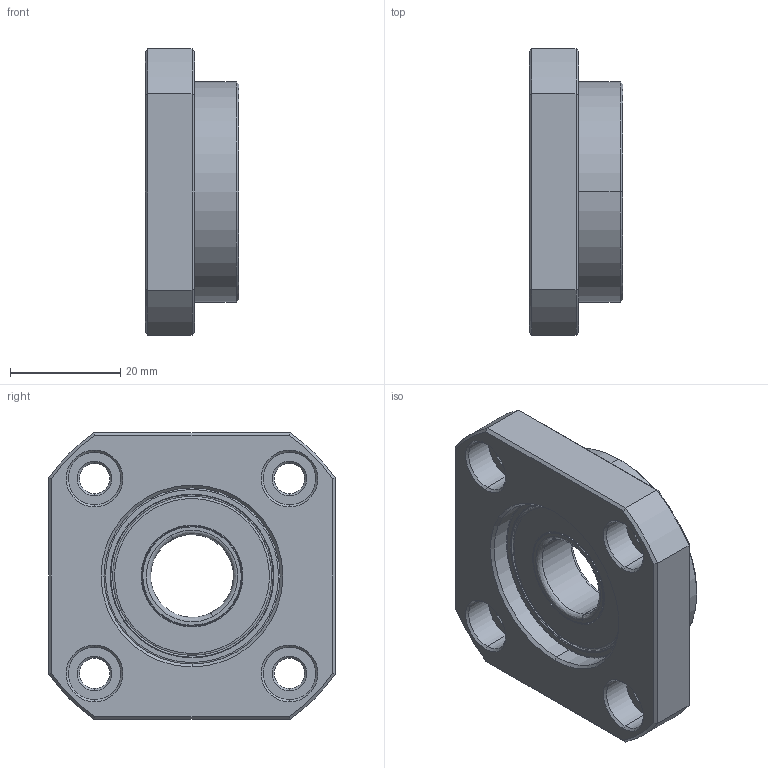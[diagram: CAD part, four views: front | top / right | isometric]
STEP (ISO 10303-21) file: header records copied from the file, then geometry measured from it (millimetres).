
FILE_DESCRIPTION (( 'STEP AP214' ), '1' );
FILE_NAME ('FFN15.step', '2020-09-08T14:46:51', ( '' ), ( '' ), 'SwSTEP 2.0', 'SolidWorks 2020', '' );
FILE_SCHEMA (( 'AUTOMOTIVE_DESIGN' ));
Length unit declared in the file: millimetre
Products named in the file (1): FFN15
Bounding box: 17 x 52 x 52 mm (x, y, z)
Volume: 20625.4 mm3; surface area: 14043.8 mm2
Topology: 12 solids, 12 shells, 199 faces, 426 edges, 232 vertices
Faces by surface type: bspline 74, cylinder 52, cone 42, plane 31
Entity records: 9990 total; most frequent: CARTESIAN_POINT 4050, ORIENTED_EDGE 796, DIRECTION 682, EDGE_CURVE 398, AXIS2_PLACEMENT_3D 288, VERTEX_POINT 232, EDGE_LOOP 226, UNCERTAINTY_MEASURE_WITH_UNIT 213
